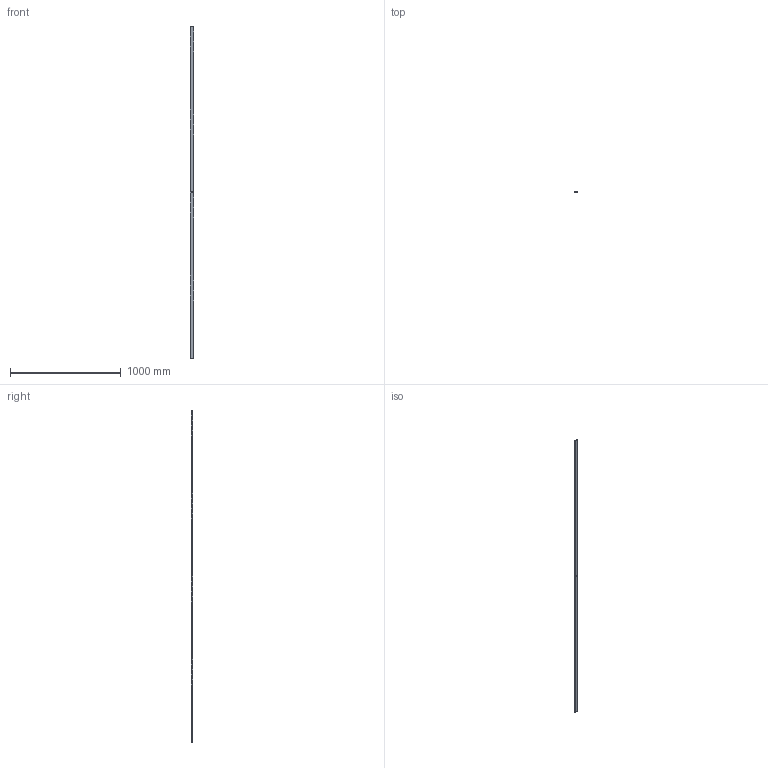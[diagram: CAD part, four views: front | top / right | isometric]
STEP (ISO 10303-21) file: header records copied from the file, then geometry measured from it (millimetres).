
FILE_DESCRIPTION (( 'STEP AP203' ), '1' );
FILE_NAME ('6007.step', '2022-04-27T08:05:53', ( '' ), ( '' ), 'SwSTEP 2.0', 'SolidWorks 2018', '' );
FILE_SCHEMA (( 'CONFIG_CONTROL_DESIGN' ));
Length unit declared in the file: millimetre
Products named in the file (1): 6007
Bounding box: 30 x 12 x 3000 mm (x, y, z)
Volume: 1049075.7 mm3; surface area: 246606.3 mm2
Topology: 1 solids, 1 shells, 607 faces, 2556 edges, 1170 vertices
Faces by surface type: torus 402, plane 110, bspline 95
Entity records: 25097 total; most frequent: CARTESIAN_POINT 8877, ORIENTED_EDGE 3512, DIRECTION 3400, EDGE_CURVE 1756, AXIS2_PLACEMENT_3D 1321, VERTEX_POINT 1170, CIRCLE 808, VECTOR 758
